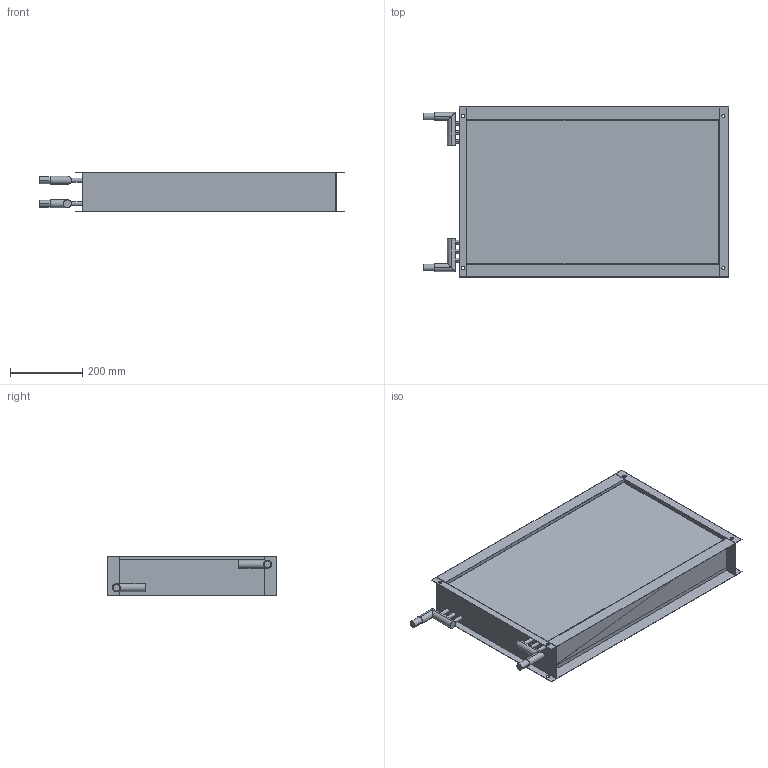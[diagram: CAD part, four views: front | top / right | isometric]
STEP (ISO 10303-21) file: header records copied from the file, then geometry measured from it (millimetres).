
FILE_DESCRIPTION (( 'STEP AP214' ), '1' );
FILE_NAME ('WHP_-_35-43.step', '2009-05-24T15:48:32', ( 'Wolfgang Schmidt' ), ( 'WS-KO' ), 'SwSTEP 2.0', 'SolidWorks 2008', '' );
FILE_SCHEMA (( 'AUTOMOTIVE_DESIGN' ));
Length unit declared in the file: millimetre
Products named in the file (1): WHP_-_35-43
Bounding box: 845 x 470 x 110 mm (x, y, z)
Volume: 1349939.1 mm3; surface area: 2472086.3 mm2
Topology: 13 solids, 13 shells, 112 faces, 248 edges, 164 vertices
Faces by surface type: plane 62, cylinder 50
Entity records: 3719 total; most frequent: CARTESIAN_POINT 1029, DIRECTION 526, ORIENTED_EDGE 496, EDGE_CURVE 248, AXIS2_PLACEMENT_3D 181, VERTEX_POINT 164, VECTOR 164, LINE 164
